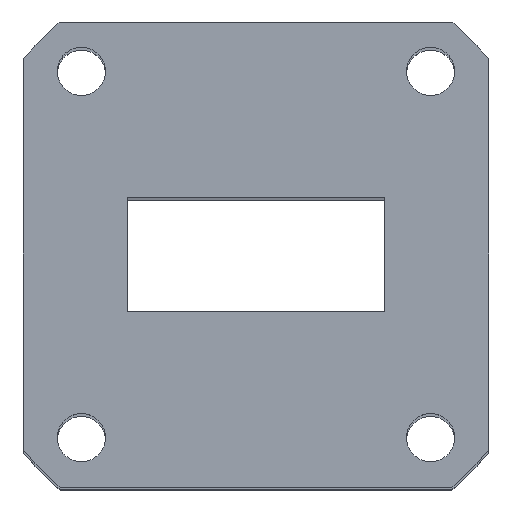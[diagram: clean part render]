
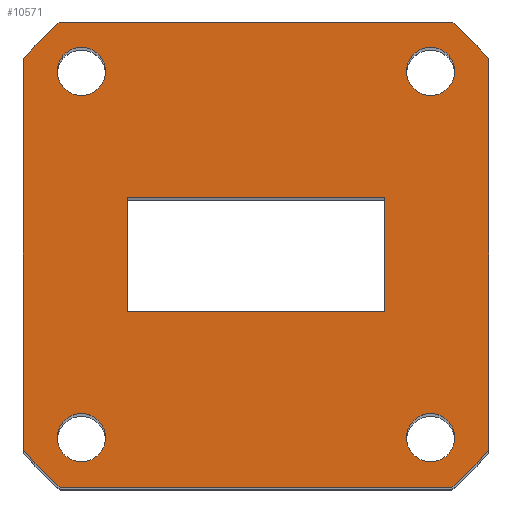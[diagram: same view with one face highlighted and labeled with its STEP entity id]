
A CAD part, top view. The second image highlights one B-rep face of the part: STEP entity #10571.
In plain terms, the highlighted planar face has unit normal (0, 0, 1).
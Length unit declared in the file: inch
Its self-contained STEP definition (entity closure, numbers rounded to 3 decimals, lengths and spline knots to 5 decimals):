
#8 = LINE ( 'NONE', #10484, #10526 ) ;
#69 = DIRECTION ( 'NONE',  ( 0., 0., -1. ) ) ;
#169 = CARTESIAN_POINT ( 'NONE',  ( -0.45, -0.2, 0. ) ) ;
#305 = EDGE_CURVE ( 'NONE', #10479, #12020, #4627, .T. ) ;
#413 = DIRECTION ( 'NONE',  ( 0., -1., 0. ) ) ;
#610 = VERTEX_POINT ( 'NONE', #12650 ) ;
#614 = DIRECTION ( 'NONE',  ( 1., 0., 0. ) ) ;
#738 = CARTESIAN_POINT ( 'NONE',  ( -0.68465, 0.8125, 0. ) ) ;
#879 = CARTESIAN_POINT ( 'NONE',  ( 0., 0., 0. ) ) ;
#928 = ORIENTED_EDGE ( 'NONE', *, *, #6059, .F. ) ;
#1046 = VERTEX_POINT ( 'NONE', #3506 ) ;
#1048 = EDGE_CURVE ( 'NONE', #1968, #12020, #9856, .T. ) ;
#1207 = LINE ( 'NONE', #3023, #7710 ) ;
#1216 = VECTOR ( 'NONE', #1668, 39.37008 ) ;
#1224 = PLANE ( 'NONE',  #5538 ) ;
#1374 = ORIENTED_EDGE ( 'NONE', *, *, #1791, .F. ) ;
#1445 = CARTESIAN_POINT ( 'NONE',  ( -0.5255, 0.64, 0. ) ) ;
#1465 = DIRECTION ( 'NONE',  ( 1., 0., 0. ) ) ;
#1668 = DIRECTION ( 'NONE',  ( 0., 1., 0. ) ) ;
#1727 = VECTOR ( 'NONE', #8564, 39.37008 ) ;
#1791 = EDGE_CURVE ( 'NONE', #10559, #4640, #5975, .T. ) ;
#1964 = CARTESIAN_POINT ( 'NONE',  ( -0.68465, -0.8125, 0. ) ) ;
#1968 = VERTEX_POINT ( 'NONE', #1964 ) ;
#2119 = AXIS2_PLACEMENT_3D ( 'NONE', #5679, #11353, #2358 ) ;
#2301 = DIRECTION ( 'NONE',  ( 0., 0., 1. ) ) ;
#2302 = VERTEX_POINT ( 'NONE', #1445 ) ;
#2358 = DIRECTION ( 'NONE',  ( -1., 0., 0. ) ) ;
#2422 = DIRECTION ( 'NONE',  ( 0., 0., 1. ) ) ;
#2509 = DIRECTION ( 'NONE',  ( 1., 0., 0. ) ) ;
#2631 = ORIENTED_EDGE ( 'NONE', *, *, #8237, .F. ) ;
#2832 = CARTESIAN_POINT ( 'NONE',  ( -0.45, 0.2, 0. ) ) ;
#2914 = EDGE_CURVE ( 'NONE', #10479, #8973, #4668, .T. ) ;
#2944 = DIRECTION ( 'NONE',  ( 0., 0., -1. ) ) ;
#3023 = CARTESIAN_POINT ( 'NONE',  ( -0.45, -0.2, 0. ) ) ;
#3093 = EDGE_CURVE ( 'NONE', #4343, #7579, #6421, .T. ) ;
#3224 = CARTESIAN_POINT ( 'NONE',  ( 0.68465, -0.8125, 0. ) ) ;
#3307 = FACE_BOUND ( 'NONE', #8918, .T. ) ;
#3415 = EDGE_LOOP ( 'NONE', ( #10947, #10464, #10825, #4838, #5145, #3863, #5156, #7092 ) ) ;
#3451 = DIRECTION ( 'NONE',  ( 0., 0., 1. ) ) ;
#3506 = CARTESIAN_POINT ( 'NONE',  ( 0.6945, -0.64, 0. ) ) ;
#3756 = AXIS2_PLACEMENT_3D ( 'NONE', #4992, #2944, #12146 ) ;
#3758 = ORIENTED_EDGE ( 'NONE', *, *, #6308, .F. ) ;
#3861 = AXIS2_PLACEMENT_3D ( 'NONE', #879, #6944, #614 ) ;
#3863 = ORIENTED_EDGE ( 'NONE', *, *, #2914, .T. ) ;
#4084 = EDGE_LOOP ( 'NONE', ( #3758, #4995, #6417, #1374 ) ) ;
#4164 = CIRCLE ( 'NONE', #3756, 1.0625 ) ;
#4217 = CIRCLE ( 'NONE', #9251, 0.0845 ) ;
#4264 = CIRCLE ( 'NONE', #12409, 0.0845 ) ;
#4306 = AXIS2_PLACEMENT_3D ( 'NONE', #7524, #2301, #6411 ) ;
#4328 = EDGE_CURVE ( 'NONE', #11417, #7579, #4164, .T. ) ;
#4343 = VERTEX_POINT ( 'NONE', #9060 ) ;
#4502 = CARTESIAN_POINT ( 'NONE',  ( -0.61, -0.64, 0. ) ) ;
#4597 = CARTESIAN_POINT ( 'NONE',  ( -0.45, -0.2, 0. ) ) ;
#4627 = CIRCLE ( 'NONE', #2119, 1.0625 ) ;
#4640 = VERTEX_POINT ( 'NONE', #4597 ) ;
#4659 = VERTEX_POINT ( 'NONE', #8746 ) ;
#4668 = LINE ( 'NONE', #6619, #1216 ) ;
#4838 = ORIENTED_EDGE ( 'NONE', *, *, #1048, .T. ) ;
#4918 = DIRECTION ( 'NONE',  ( -1., 0., 0. ) ) ;
#4931 = CARTESIAN_POINT ( 'NONE',  ( 0.8125, 0.68465, 0. ) ) ;
#4992 = CARTESIAN_POINT ( 'NONE',  ( 0., 0., 0. ) ) ;
#4995 = ORIENTED_EDGE ( 'NONE', *, *, #10231, .F. ) ;
#5063 = DIRECTION ( 'NONE',  ( -1., 0., 0. ) ) ;
#5145 = ORIENTED_EDGE ( 'NONE', *, *, #305, .F. ) ;
#5151 = DIRECTION ( 'NONE',  ( 1., 0., 0. ) ) ;
#5156 = ORIENTED_EDGE ( 'NONE', *, *, #12794, .T. ) ;
#5231 = DIRECTION ( 'NONE',  ( -1., 0., 0. ) ) ;
#5402 = DIRECTION ( 'NONE',  ( 1., 0., 0. ) ) ;
#5472 = CARTESIAN_POINT ( 'NONE',  ( -0.8125, -0.8125, 0. ) ) ;
#5538 = AXIS2_PLACEMENT_3D ( 'NONE', #12383, #6214, #5231 ) ;
#5679 = CARTESIAN_POINT ( 'NONE',  ( 0., 0., 0. ) ) ;
#5751 = AXIS2_PLACEMENT_3D ( 'NONE', #6213, #69, #5063 ) ;
#5782 = VECTOR ( 'NONE', #12298, 39.37008 ) ;
#5864 = VECTOR ( 'NONE', #4918, 39.37008 ) ;
#5975 = LINE ( 'NONE', #169, #9359 ) ;
#6059 = EDGE_CURVE ( 'NONE', #2302, #2302, #4264, .T. ) ;
#6166 = VECTOR ( 'NONE', #413, 39.37008 ) ;
#6213 = CARTESIAN_POINT ( 'NONE',  ( 0., 0., 0. ) ) ;
#6214 = DIRECTION ( 'NONE',  ( 0., 0., -1. ) ) ;
#6304 = DIRECTION ( 'NONE',  ( 0., -1., 0. ) ) ;
#6308 = EDGE_CURVE ( 'NONE', #10942, #10559, #6824, .T. ) ;
#6411 = DIRECTION ( 'NONE',  ( 1., 0., 0. ) ) ;
#6417 = ORIENTED_EDGE ( 'NONE', *, *, #12932, .F. ) ;
#6421 = LINE ( 'NONE', #7114, #5782 ) ;
#6619 = CARTESIAN_POINT ( 'NONE',  ( 0.8125, -0.8125, 0. ) ) ;
#6752 = EDGE_LOOP ( 'NONE', ( #13021 ) ) ;
#6824 = LINE ( 'NONE', #2832, #5864 ) ;
#6944 = DIRECTION ( 'NONE',  ( 0., 0., 1. ) ) ;
#6976 = EDGE_LOOP ( 'NONE', ( #928 ) ) ;
#7092 = ORIENTED_EDGE ( 'NONE', *, *, #3093, .T. ) ;
#7114 = CARTESIAN_POINT ( 'NONE',  ( -0.8125, 0.8125, 0. ) ) ;
#7434 = FACE_OUTER_BOUND ( 'NONE', #3415, .T. ) ;
#7438 = DIRECTION ( 'NONE',  ( 0., 0., 1. ) ) ;
#7524 = CARTESIAN_POINT ( 'NONE',  ( 0.61, -0.64, 0. ) ) ;
#7579 = VERTEX_POINT ( 'NONE', #738 ) ;
#7599 = CARTESIAN_POINT ( 'NONE',  ( -0.5255, -0.64, 0. ) ) ;
#7710 = VECTOR ( 'NONE', #5151, 39.37008 ) ;
#7725 = CIRCLE ( 'NONE', #8032, 0.0845 ) ;
#7881 = EDGE_CURVE ( 'NONE', #1968, #10859, #11675, .T. ) ;
#8006 = CARTESIAN_POINT ( 'NONE',  ( -0.45, 0.2, 0. ) ) ;
#8032 = AXIS2_PLACEMENT_3D ( 'NONE', #4502, #7438, #2509 ) ;
#8237 = EDGE_CURVE ( 'NONE', #1046, #1046, #12304, .T. ) ;
#8365 = VERTEX_POINT ( 'NONE', #7599 ) ;
#8534 = CARTESIAN_POINT ( 'NONE',  ( 0.61, 0.64, 0. ) ) ;
#8564 = DIRECTION ( 'NONE',  ( 1., 0., 0. ) ) ;
#8746 = CARTESIAN_POINT ( 'NONE',  ( 0.6945, 0.64, 0. ) ) ;
#8918 = EDGE_LOOP ( 'NONE', ( #2631 ) ) ;
#8973 = VERTEX_POINT ( 'NONE', #4931 ) ;
#9060 = CARTESIAN_POINT ( 'NONE',  ( 0.68465, 0.8125, 0. ) ) ;
#9251 = AXIS2_PLACEMENT_3D ( 'NONE', #8534, #3451, #5402 ) ;
#9359 = VECTOR ( 'NONE', #6304, 39.37008 ) ;
#9373 = CARTESIAN_POINT ( 'NONE',  ( 0.45, 0.2, 0. ) ) ;
#9472 = ORIENTED_EDGE ( 'NONE', *, *, #12165, .F. ) ;
#9697 = LINE ( 'NONE', #10442, #6166 ) ;
#9856 = LINE ( 'NONE', #5472, #1727 ) ;
#10187 = FACE_BOUND ( 'NONE', #6976, .T. ) ;
#10231 = EDGE_CURVE ( 'NONE', #610, #10942, #8, .T. ) ;
#10442 = CARTESIAN_POINT ( 'NONE',  ( -0.8125, -0.8125, 0. ) ) ;
#10464 = ORIENTED_EDGE ( 'NONE', *, *, #10658, .T. ) ;
#10479 = VERTEX_POINT ( 'NONE', #11072 ) ;
#10484 = CARTESIAN_POINT ( 'NONE',  ( 0.45, -0.2, 0. ) ) ;
#10526 = VECTOR ( 'NONE', #11524, 39.37008 ) ;
#10559 = VERTEX_POINT ( 'NONE', #8006 ) ;
#10571 = ADVANCED_FACE ( 'NONE', ( #10187, #12094, #3307, #13199, #10970, #7434 ), #1224, .F. ) ;
#10589 = CARTESIAN_POINT ( 'NONE',  ( -0.61, 0.64, 0. ) ) ;
#10601 = CIRCLE ( 'NONE', #3861, 1.0625 ) ;
#10658 = EDGE_CURVE ( 'NONE', #11417, #10859, #9697, .T. ) ;
#10825 = ORIENTED_EDGE ( 'NONE', *, *, #7881, .F. ) ;
#10859 = VERTEX_POINT ( 'NONE', #11477 ) ;
#10942 = VERTEX_POINT ( 'NONE', #9373 ) ;
#10947 = ORIENTED_EDGE ( 'NONE', *, *, #4328, .F. ) ;
#10970 = FACE_BOUND ( 'NONE', #4084, .T. ) ;
#10989 = CARTESIAN_POINT ( 'NONE',  ( -0.8125, 0.68465, 0. ) ) ;
#11072 = CARTESIAN_POINT ( 'NONE',  ( 0.8125, -0.68465, 0. ) ) ;
#11353 = DIRECTION ( 'NONE',  ( 0., 0., -1. ) ) ;
#11417 = VERTEX_POINT ( 'NONE', #10989 ) ;
#11477 = CARTESIAN_POINT ( 'NONE',  ( -0.8125, -0.68465, 0. ) ) ;
#11524 = DIRECTION ( 'NONE',  ( 0., 1., 0. ) ) ;
#11675 = CIRCLE ( 'NONE', #5751, 1.0625 ) ;
#12020 = VERTEX_POINT ( 'NONE', #3224 ) ;
#12071 = EDGE_LOOP ( 'NONE', ( #9472 ) ) ;
#12094 = FACE_BOUND ( 'NONE', #12071, .T. ) ;
#12104 = EDGE_CURVE ( 'NONE', #8365, #8365, #7725, .T. ) ;
#12146 = DIRECTION ( 'NONE',  ( -1., 0., 0. ) ) ;
#12165 = EDGE_CURVE ( 'NONE', #4659, #4659, #4217, .T. ) ;
#12298 = DIRECTION ( 'NONE',  ( -1., 0., 0. ) ) ;
#12304 = CIRCLE ( 'NONE', #4306, 0.0845 ) ;
#12383 = CARTESIAN_POINT ( 'NONE',  ( 0., 0., 0. ) ) ;
#12409 = AXIS2_PLACEMENT_3D ( 'NONE', #10589, #2422, #1465 ) ;
#12650 = CARTESIAN_POINT ( 'NONE',  ( 0.45, -0.2, 0. ) ) ;
#12794 = EDGE_CURVE ( 'NONE', #8973, #4343, #10601, .T. ) ;
#12932 = EDGE_CURVE ( 'NONE', #4640, #610, #1207, .T. ) ;
#13021 = ORIENTED_EDGE ( 'NONE', *, *, #12104, .F. ) ;
#13199 = FACE_BOUND ( 'NONE', #6752, .T. ) ;
